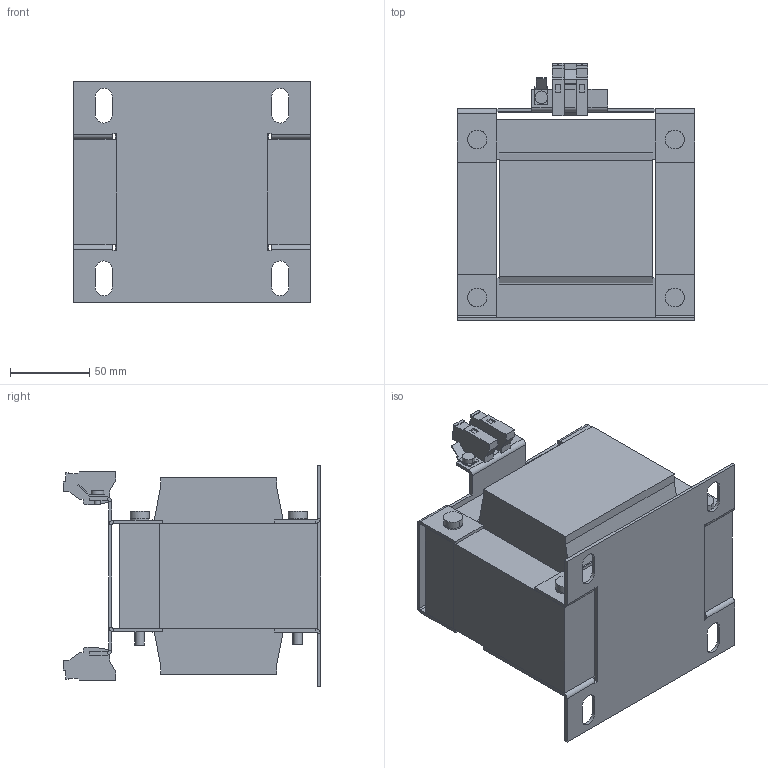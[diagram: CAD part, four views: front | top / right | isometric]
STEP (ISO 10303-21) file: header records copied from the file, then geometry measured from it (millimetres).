
FILE_DESCRIPTION (( 'STEP AP214' ), '1' );
FILE_NAME ('211766.STEP', '2020-08-24T05:59:05', ( '' ), ( '' ), 'SwSTEP 2.0', 'SolidWorks 2018', '' );
FILE_SCHEMA (( 'AUTOMOTIVE_DESIGN' ));
Length unit declared in the file: millimetre
Products named in the file (1): 211766
Bounding box: 150 x 162.7 x 140 mm (x, y, z)
Volume: 1749828.5 mm3; surface area: 196264.2 mm2
Topology: 1 solids, 1 shells, 372 faces, 950 edges, 598 vertices
Faces by surface type: plane 283, cylinder 89
Entity records: 11138 total; most frequent: CARTESIAN_POINT 1921, ORIENTED_EDGE 1900, DIRECTION 1882, EDGE_CURVE 950, LINE 764, VECTOR 764, VERTEX_POINT 598, AXIS2_PLACEMENT_3D 559
